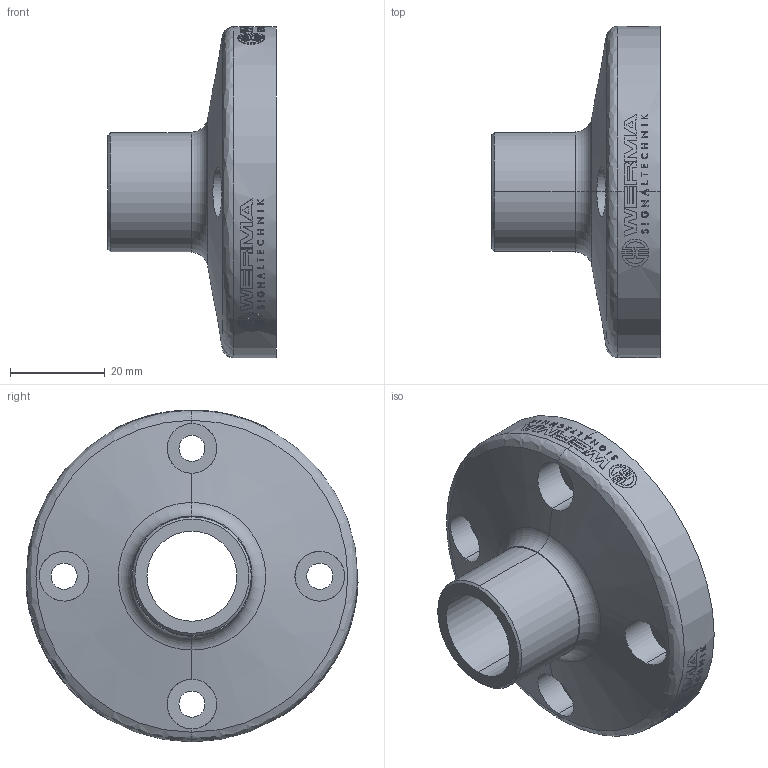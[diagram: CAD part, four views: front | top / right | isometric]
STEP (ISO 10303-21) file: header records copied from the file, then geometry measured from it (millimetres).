
FILE_DESCRIPTION (( 'STEP AP214' ), '1' );
FILE_NAME ('97581202.STEP', '2018-02-26T17:20:14', ( '' ), ( '' ), 'SwSTEP 2.0', 'SolidWorks 2017', '' );
FILE_SCHEMA (( 'AUTOMOTIVE_DESIGN' ));
Length unit declared in the file: inch
Products named in the file (1): 97581202
Bounding box: 35.5 x 70.11 x 70.1 mm (x, y, z)
Volume: 45714.2 mm3; surface area: 14334.4 mm2
Topology: 1 solids, 1 shells, 810 faces, 2176 edges, 1446 vertices
Faces by surface type: plane 531, cylinder 269, cone 6, bspline 2, torus 2
Entity records: 28293 total; most frequent: CARTESIAN_POINT 8800, ORIENTED_EDGE 4352, DIRECTION 3698, EDGE_CURVE 2176, VERTEX_POINT 1446, AXIS2_PLACEMENT_3D 1294, LINE 1110, VECTOR 1110
